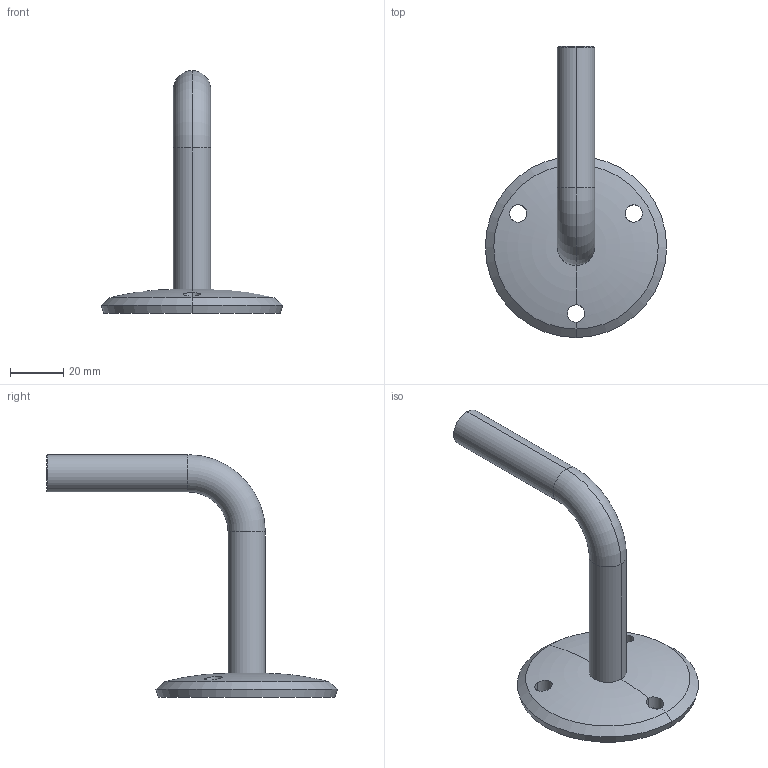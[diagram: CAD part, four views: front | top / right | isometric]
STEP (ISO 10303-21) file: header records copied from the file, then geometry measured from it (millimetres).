
FILE_DESCRIPTION (( 'STEP AP203' ), '1' );
FILE_NAME ('50201-240.STEP', '2020-09-16T11:08:27', ( '' ), ( '' ), 'SwSTEP 2.0', 'SolidWorks 2018', '' );
FILE_SCHEMA (( 'CONFIG_CONTROL_DESIGN' ));
Length unit declared in the file: millimetre
Products named in the file (8): 50201-240; 50201-240 Teil2; DIN-7991 M3-M10; 50201-240 Teil1_50201-240 Teil1; 50201-240 Teil1; 50201-240 Teil2_50201-240 Teil2; DIN-7991 M3-M10_DIN7991 M8x16
Assembly tree (4 placements, depth 2):
  50201-240
    DIN-7991 M3-M10
  50201-240
    50201-240 Teil1_50201-240 Teil1
    50201-240 Teil2_50201-240 Teil2
    DIN-7991 M3-M10_DIN7991 M8x16
  50201-240 Teil2
  50201-240 Teil1
Bounding box: 68 x 109 x 91 mm (x, y, z)
Volume: 38208 mm3; surface area: 15883.7 mm2
Topology: 3 solids, 3 shells, 270 faces, 695 edges, 450 vertices
Faces by surface type: plane 111, bspline 95, torus 30, cylinder 18, cone 16
Entity records: 13920 total; most frequent: CARTESIAN_POINT 7633, ORIENTED_EDGE 1380, DIRECTION 718, EDGE_CURVE 690, VERTEX_POINT 448, B_SPLINE_CURVE_WITH_KNOTS 393, EDGE_LOOP 300, FACE_OUTER_BOUND 270
